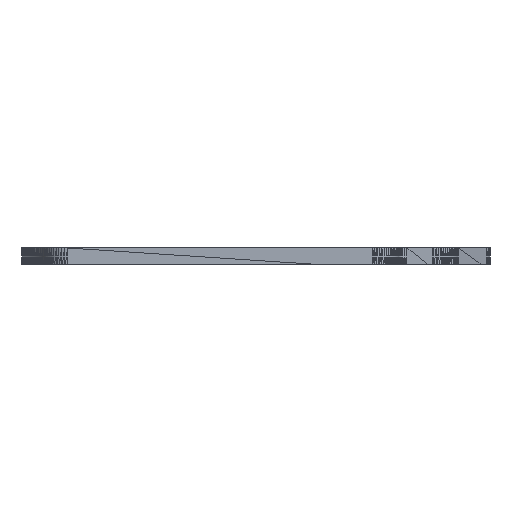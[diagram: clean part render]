
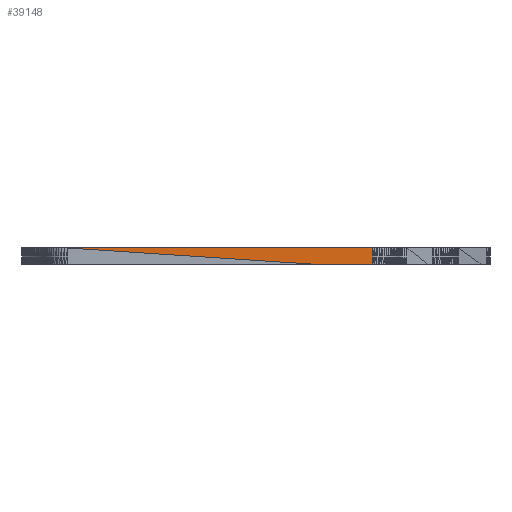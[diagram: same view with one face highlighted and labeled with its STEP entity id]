
A CAD part, left-side view. The second image highlights one B-rep face of the part: STEP entity #39148.
In plain terms, the highlighted planar face has unit normal (-1, 0, 0).
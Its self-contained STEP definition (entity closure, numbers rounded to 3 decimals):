
#418=FACE_OUTER_BOUND('',#3539,.T.);
#3539=EDGE_LOOP('',(#27196,#27197,#27198,#27199));
#6411=LINE('',#56882,#11836);
#7911=LINE('',#59881,#13336);
#7912=LINE('',#59884,#13337);
#7913=LINE('',#59885,#13338);
#11836=VECTOR('',#45128,10.);
#13336=VECTOR('',#47362,10.);
#13337=VECTOR('',#47365,10.);
#13338=VECTOR('',#47366,10.);
#17261=VERTEX_POINT('',#56879);
#17262=VERTEX_POINT('',#56881);
#18394=VERTEX_POINT('',#59875);
#18395=VERTEX_POINT('',#59883);
#19571=EDGE_CURVE('',#17262,#17261,#6411,.T.);
#21071=EDGE_CURVE('',#17262,#18394,#7911,.T.);
#21072=EDGE_CURVE('',#18395,#17261,#7912,.T.);
#21073=EDGE_CURVE('',#18395,#18394,#7913,.T.);
#27196=ORIENTED_EDGE('',*,*,#19571,.T.);
#27197=ORIENTED_EDGE('',*,*,#21072,.F.);
#27198=ORIENTED_EDGE('',*,*,#21073,.T.);
#27199=ORIENTED_EDGE('',*,*,#21071,.F.);
#36061=PLANE('',#42252);
#39148=ADVANCED_FACE('',(#418),#36061,.T.);
#42252=AXIS2_PLACEMENT_3D('',#59882,#47363,#47364);
#45128=DIRECTION('',(0.,-1.,0.));
#47362=DIRECTION('',(0.,0.998,0.066));
#47363=DIRECTION('center_axis',(-1.,0.,0.));
#47364=DIRECTION('ref_axis',(0.,0.,1.));
#47365=DIRECTION('',(0.,0.,-1.));
#47366=DIRECTION('',(0.,1.,0.));
#56879=CARTESIAN_POINT('',(-45.785,-85.378,-4.));
#56881=CARTESIAN_POINT('',(-45.785,-70.207,-4.));
#56882=CARTESIAN_POINT('',(-45.785,-69.884,-4.));
#59875=CARTESIAN_POINT('',(-45.785,-9.525,0.));
#59881=CARTESIAN_POINT('',(-45.785,-85.378,-5.));
#59882=CARTESIAN_POINT('Origin',(-45.785,-85.378,-5.));
#59883=CARTESIAN_POINT('',(-45.785,-85.378,0.));
#59884=CARTESIAN_POINT('',(-45.785,-85.378,0.));
#59885=CARTESIAN_POINT('',(-45.785,-85.378,0.));
